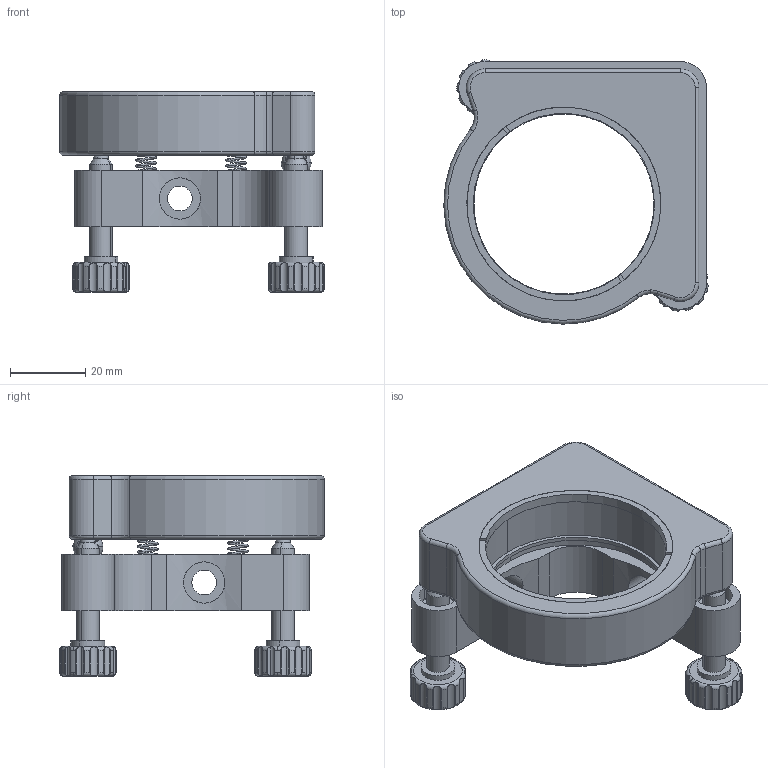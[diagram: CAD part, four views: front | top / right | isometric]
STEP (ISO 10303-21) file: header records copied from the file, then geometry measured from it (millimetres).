
FILE_DESCRIPTION (( 'STEP AP203' ), '1' );
FILE_NAME ('04RMT-2(M).STEP', '2019-03-04T07:59:57', ( '' ), ( '' ), 'SwSTEP 2.0', 'SolidWorks 2016', '' );
FILE_SCHEMA (( 'CONFIG_CONTROL_DESIGN' ));
Length unit declared in the file: millimetre
Products named in the file (1): 04RMT-2(M)
Bounding box: 70.47 x 70.5 x 53.54 mm (x, y, z)
Surface area: 28671.1 mm2 (no closed solid volume)
Topology: 0 solids, 27 shells, 355 faces, 1021 edges, 683 vertices
Faces by surface type: cylinder 224, plane 73, torus 22, bspline 16, cone 14, sphere 6
Entity records: 24943 total; most frequent: CARTESIAN_POINT 15780, DIRECTION 1883, ORIENTED_EDGE 1855, EDGE_CURVE 1006, AXIS2_PLACEMENT_3D 743, VERTEX_POINT 674, EDGE_LOOP 407, CIRCLE 403
